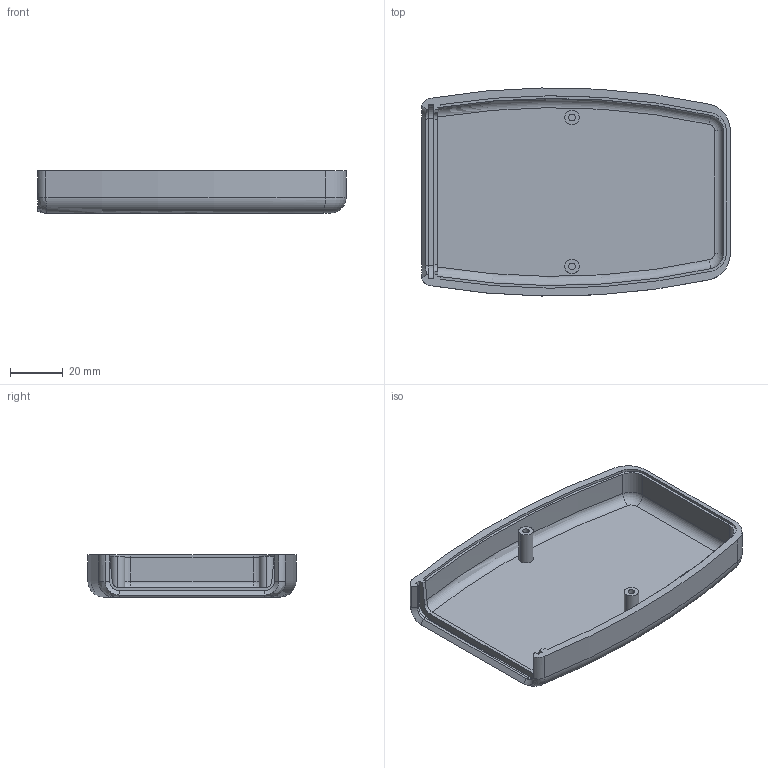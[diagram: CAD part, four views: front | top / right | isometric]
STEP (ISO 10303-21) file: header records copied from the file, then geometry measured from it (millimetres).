
FILE_DESCRIPTION (( 'STEP AP203' ), '1' );
FILE_NAME ('AK-H-07C奻裔.STEP', '2020-06-01T15:08:46', ( '' ), ( '' ), 'SwSTEP 2.0', 'SolidWorks 2011', '' );
FILE_SCHEMA (( 'CONFIG_CONTROL_DESIGN' ));
Length unit declared in the file: millimetre
Products named in the file (1): AK-H-07C奻裔
Bounding box: 117 x 78.92 x 16 mm (x, y, z)
Volume: 31516.8 mm3; surface area: 26134.4 mm2
Topology: 1 solids, 1 shells, 79 faces, 196 edges, 124 vertices
Faces by surface type: cylinder 31, plane 30, torus 10, bspline 8
Entity records: 3090 total; most frequent: CARTESIAN_POINT 1155, ORIENTED_EDGE 392, DIRECTION 385, EDGE_CURVE 196, AXIS2_PLACEMENT_3D 146, VERTEX_POINT 124, VECTOR 93, LINE 93
